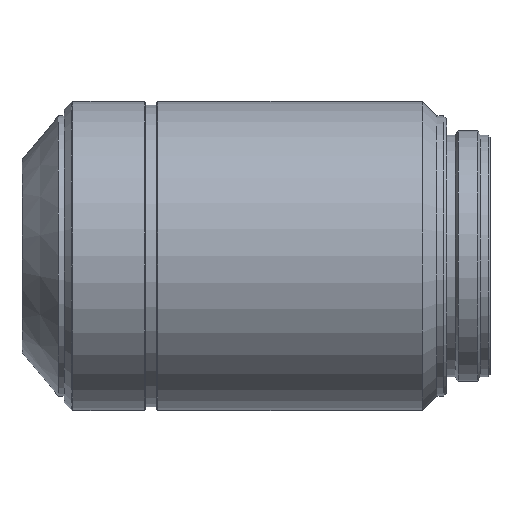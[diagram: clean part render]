
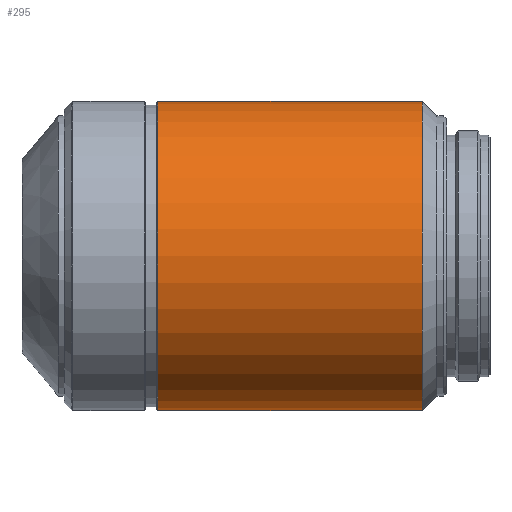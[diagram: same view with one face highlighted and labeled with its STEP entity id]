
A CAD part, top view. The second image highlights one B-rep face of the part: STEP entity #295.
In plain terms, the highlighted cylindrical face has radius 16 mm (diameter 32 mm), a partial arc.
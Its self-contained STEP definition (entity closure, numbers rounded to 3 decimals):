
#6 = DIRECTION ( 'NONE',  ( 1., 0., 0. ) ) ;
#13 = LINE ( 'NONE', #220, #1003 ) ;
#26 = ORIENTED_EDGE ( 'NONE', *, *, #944, .T. ) ;
#63 = ORIENTED_EDGE ( 'NONE', *, *, #111, .F. ) ;
#111 = EDGE_CURVE ( 'NONE', #1027, #583, #265, .T. ) ;
#131 = DIRECTION ( 'NONE',  ( 1., 0., 0. ) ) ;
#150 = CARTESIAN_POINT ( 'NONE',  ( 14.999, 0., -16. ) ) ;
#152 = EDGE_CURVE ( 'NONE', #583, #1349, #668, .T. ) ;
#163 = VECTOR ( 'NONE', #806, 1000. ) ;
#220 = CARTESIAN_POINT ( 'NONE',  ( 28.699, 0., -16. ) ) ;
#265 = LINE ( 'NONE', #1146, #163 ) ;
#295 = ADVANCED_FACE ( 'NONE', ( #308 ), #638, .T. ) ;
#308 = FACE_OUTER_BOUND ( 'NONE', #441, .T. ) ;
#387 = AXIS2_PLACEMENT_3D ( 'NONE', #875, #1080, #995 ) ;
#441 = EDGE_LOOP ( 'NONE', ( #26, #661, #63, #1011 ) ) ;
#536 = DIRECTION ( 'NONE',  ( 0., 0., 1. ) ) ;
#583 = VERTEX_POINT ( 'NONE', #814 ) ;
#617 = AXIS2_PLACEMENT_3D ( 'NONE', #969, #6, #1169 ) ;
#638 = CYLINDRICAL_SURFACE ( 'NONE', #387, 16. ) ;
#661 = ORIENTED_EDGE ( 'NONE', *, *, #152, .F. ) ;
#668 = CIRCLE ( 'NONE', #617, 16. ) ;
#745 = CARTESIAN_POINT ( 'NONE',  ( 42.399, 0., -16. ) ) ;
#801 = AXIS2_PLACEMENT_3D ( 'NONE', #1251, #854, #536 ) ;
#806 = DIRECTION ( 'NONE',  ( 1., 0., 0. ) ) ;
#810 = EDGE_CURVE ( 'NONE', #1027, #1217, #938, .T. ) ;
#814 = CARTESIAN_POINT ( 'NONE',  ( 42.399, 0., 16. ) ) ;
#854 = DIRECTION ( 'NONE',  ( 1., 0., 0. ) ) ;
#875 = CARTESIAN_POINT ( 'NONE',  ( 28.699, 0., 0. ) ) ;
#938 = CIRCLE ( 'NONE', #801, 16. ) ;
#944 = EDGE_CURVE ( 'NONE', #1217, #1349, #13, .T. ) ;
#969 = CARTESIAN_POINT ( 'NONE',  ( 42.399, 0., 0. ) ) ;
#995 = DIRECTION ( 'NONE',  ( 0., 0., -1. ) ) ;
#1003 = VECTOR ( 'NONE', #131, 1000. ) ;
#1011 = ORIENTED_EDGE ( 'NONE', *, *, #810, .T. ) ;
#1027 = VERTEX_POINT ( 'NONE', #1077 ) ;
#1077 = CARTESIAN_POINT ( 'NONE',  ( 14.999, 0., 16. ) ) ;
#1080 = DIRECTION ( 'NONE',  ( 1., 0., 0. ) ) ;
#1146 = CARTESIAN_POINT ( 'NONE',  ( 28.699, 0., 16. ) ) ;
#1169 = DIRECTION ( 'NONE',  ( 0., 0., 1. ) ) ;
#1217 = VERTEX_POINT ( 'NONE', #150 ) ;
#1251 = CARTESIAN_POINT ( 'NONE',  ( 14.999, 0., 0. ) ) ;
#1349 = VERTEX_POINT ( 'NONE', #745 ) ;
